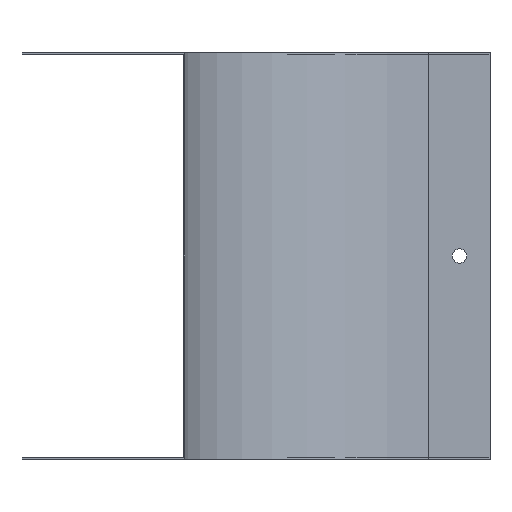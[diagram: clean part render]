
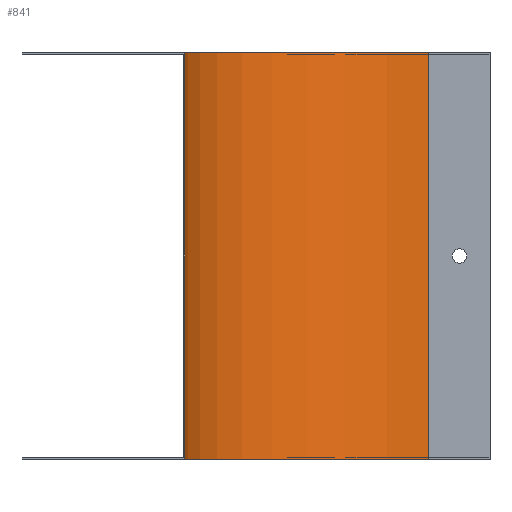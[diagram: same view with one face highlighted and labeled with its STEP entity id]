
A CAD part, front view. The second image highlights one B-rep face of the part: STEP entity #841.
In plain terms, the highlighted cylindrical face has radius 120 mm (diameter 240 mm), a partial arc.
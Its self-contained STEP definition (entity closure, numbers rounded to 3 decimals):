
#20 = DIRECTION ( 'NONE',  ( -1., 0., 0. ) ) ;
#39 = DIRECTION ( 'NONE',  ( 0., 0., -1. ) ) ;
#62 = CARTESIAN_POINT ( 'NONE',  ( 200., 30., 0.8 ) ) ;
#73 = AXIS2_PLACEMENT_3D ( 'NONE', #62, #39, #20 ) ;
#78 = EDGE_CURVE ( 'NONE', #660, #745, #747, .T. ) ;
#141 = CIRCLE ( 'NONE', #1119, 120. ) ;
#143 = CIRCLE ( 'NONE', #1120, 120. ) ;
#145 = LINE ( 'NONE', #647, #147 ) ;
#147 = VECTOR ( 'NONE', #650, 1000. ) ;
#410 = FACE_OUTER_BOUND ( 'NONE', #1708, .T. ) ;
#418 = CYLINDRICAL_SURFACE ( 'NONE', #73, 120. ) ;
#512 = DIRECTION ( 'NONE',  ( 0., 0., -1. ) ) ;
#523 = CARTESIAN_POINT ( 'NONE',  ( 80., 30., 0.8 ) ) ;
#576 = CARTESIAN_POINT ( 'NONE',  ( 80., 30., 0.8 ) ) ;
#579 = CARTESIAN_POINT ( 'NONE',  ( 200., 150., -199.2 ) ) ;
#580 = CARTESIAN_POINT ( 'NONE',  ( 200., 150., 0.8 ) ) ;
#640 = DIRECTION ( 'NONE',  ( 1., 0., 0. ) ) ;
#643 = DIRECTION ( 'NONE',  ( 0., 0., -1. ) ) ;
#645 = CARTESIAN_POINT ( 'NONE',  ( 200., 30., -199.2 ) ) ;
#647 = CARTESIAN_POINT ( 'NONE',  ( 200., 150., 0.8 ) ) ;
#650 = DIRECTION ( 'NONE',  ( 0., 0., -1. ) ) ;
#660 = VERTEX_POINT ( 'NONE', #576 ) ;
#712 = VERTEX_POINT ( 'NONE', #580 ) ;
#713 = VERTEX_POINT ( 'NONE', #579 ) ;
#745 = VERTEX_POINT ( 'NONE', #1209 ) ;
#747 = LINE ( 'NONE', #523, #753 ) ;
#753 = VECTOR ( 'NONE', #512, 1000. ) ;
#841 = ADVANCED_FACE ( 'NONE', ( #410 ), #418, .F. ) ;
#1119 = AXIS2_PLACEMENT_3D ( 'NONE', #1821, #1827, #1826 ) ;
#1120 = AXIS2_PLACEMENT_3D ( 'NONE', #645, #643, #640 ) ;
#1209 = CARTESIAN_POINT ( 'NONE',  ( 80., 30., -199.2 ) ) ;
#1405 = ORIENTED_EDGE ( 'NONE', *, *, #1585, .F. ) ;
#1406 = ORIENTED_EDGE ( 'NONE', *, *, #1584, .F. ) ;
#1407 = ORIENTED_EDGE ( 'NONE', *, *, #1583, .T. ) ;
#1408 = ORIENTED_EDGE ( 'NONE', *, *, #78, .T. ) ;
#1583 = EDGE_CURVE ( 'NONE', #745, #713, #143, .T. ) ;
#1584 = EDGE_CURVE ( 'NONE', #712, #713, #145, .T. ) ;
#1585 = EDGE_CURVE ( 'NONE', #660, #712, #141, .T. ) ;
#1708 = EDGE_LOOP ( 'NONE', ( #1408, #1407, #1406, #1405 ) ) ;
#1821 = CARTESIAN_POINT ( 'NONE',  ( 200., 30., 0.8 ) ) ;
#1826 = DIRECTION ( 'NONE',  ( 1., 0., 0. ) ) ;
#1827 = DIRECTION ( 'NONE',  ( 0., 0., -1. ) ) ;
